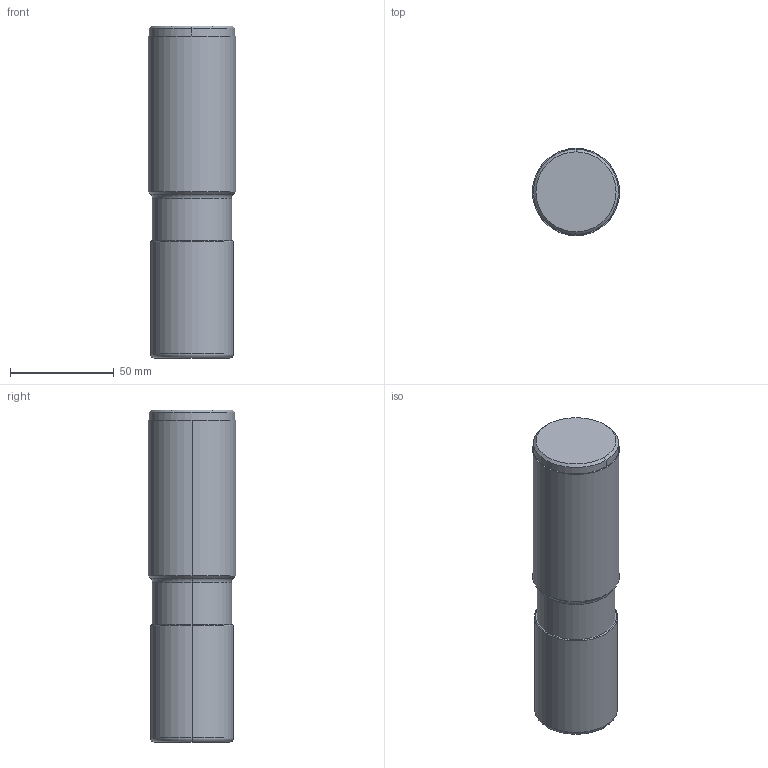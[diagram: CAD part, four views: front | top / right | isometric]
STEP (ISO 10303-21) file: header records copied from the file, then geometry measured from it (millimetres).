
FILE_DESCRIPTION(/* description */ (''),/* implementation_level */ '2;1');
FILE_NAME(/* name */ 'APX4KR4008SA42S056A_MR2.stp',/* time_stamp */ '2021-09-08T11:43:04+09:00',/* author */ (''),/* organization */ (''),/* preprocessor_version */ 'ST-DEVELOPER v16',/* originating_system */ 'SIEMENS PLM Software NX 10.0',/* authorisation */ '');
FILE_SCHEMA (('AUTOMOTIVE_DESIGN { 1 0 10303 214 3 1 1 1 }'));
Length unit declared in the file: millimetre
Products named in the file (1): APX4KR4008SA42S056A_MR2_ASM
Bounding box: 42 x 42 x 160 mm (x, y, z)
Volume: 250792.3 mm3; surface area: 34636.1 mm2
Topology: 2 solids, 2 shells, 43 faces, 95 edges, 71 vertices
Faces by surface type: torus 14, cone 12, cylinder 10, plane 5, bspline 2
Entity records: 1395 total; most frequent: DIRECTION 263, CARTESIAN_POINT 262, ORIENTED_EDGE 168, AXIS2_PLACEMENT_3D 118, EDGE_CURVE 84, CIRCLE 66, EDGE_LOOP 46, VERTEX_POINT 46
